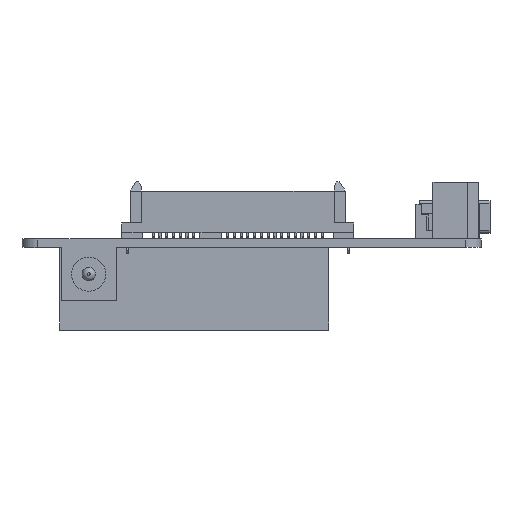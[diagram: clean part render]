
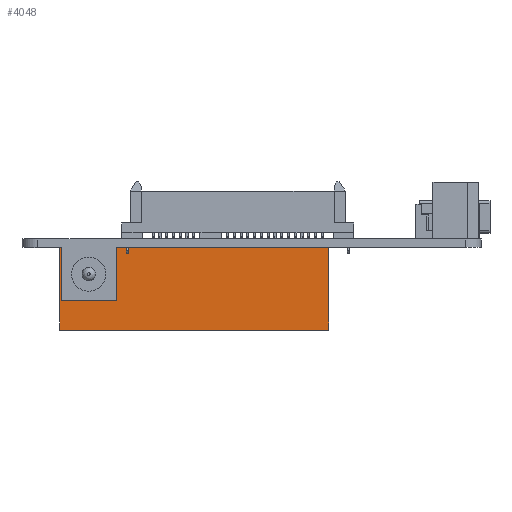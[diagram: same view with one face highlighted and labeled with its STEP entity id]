
A CAD part, front view. The second image highlights one B-rep face of the part: STEP entity #4048.
In plain terms, the highlighted planar face has unit normal (0, -1, 0).
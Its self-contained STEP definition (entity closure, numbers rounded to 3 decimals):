
#3002 = EDGE_CURVE('',#3003,#3005,#3007,.T.);
#3003 = VERTEX_POINT('',#3004);
#3004 = CARTESIAN_POINT('',(14.518,21.766,0.));
#3005 = VERTEX_POINT('',#3006);
#3006 = CARTESIAN_POINT('',(-35.982,21.766,0.));
#3007 = LINE('',#3008,#3009);
#3008 = CARTESIAN_POINT('',(14.518,21.766,0.));
#3009 = VECTOR('',#3010,1.);
#3010 = DIRECTION('',(-1.,0.,0.));
#4048 = ADVANCED_FACE('',(#4049),#4074,.F.);
#4049 = FACE_BOUND('',#4050,.F.);
#4050 = EDGE_LOOP('',(#4051,#4059,#4067,#4073));
#4051 = ORIENTED_EDGE('',*,*,#4052,.T.);
#4052 = EDGE_CURVE('',#3003,#4053,#4055,.T.);
#4053 = VERTEX_POINT('',#4054);
#4054 = CARTESIAN_POINT('',(14.518,21.766,-15.5));
#4055 = LINE('',#4056,#4057);
#4056 = CARTESIAN_POINT('',(14.518,21.766,0.));
#4057 = VECTOR('',#4058,1.);
#4058 = DIRECTION('',(0.,0.,-1.));
#4059 = ORIENTED_EDGE('',*,*,#4060,.T.);
#4060 = EDGE_CURVE('',#4053,#4061,#4063,.T.);
#4061 = VERTEX_POINT('',#4062);
#4062 = CARTESIAN_POINT('',(-35.982,21.766,-15.5));
#4063 = LINE('',#4064,#4065);
#4064 = CARTESIAN_POINT('',(14.518,21.766,-15.5));
#4065 = VECTOR('',#4066,1.);
#4066 = DIRECTION('',(-1.,0.,0.));
#4067 = ORIENTED_EDGE('',*,*,#4068,.F.);
#4068 = EDGE_CURVE('',#3005,#4061,#4069,.T.);
#4069 = LINE('',#4070,#4071);
#4070 = CARTESIAN_POINT('',(-35.982,21.766,0.));
#4071 = VECTOR('',#4072,1.);
#4072 = DIRECTION('',(0.,0.,-1.));
#4073 = ORIENTED_EDGE('',*,*,#3002,.F.);
#4074 = PLANE('',#4075);
#4075 = AXIS2_PLACEMENT_3D('',#4076,#4077,#4078);
#4076 = CARTESIAN_POINT('',(14.518,21.766,0.));
#4077 = DIRECTION('',(0.,1.,0.));
#4078 = DIRECTION('',(-1.,0.,0.));
